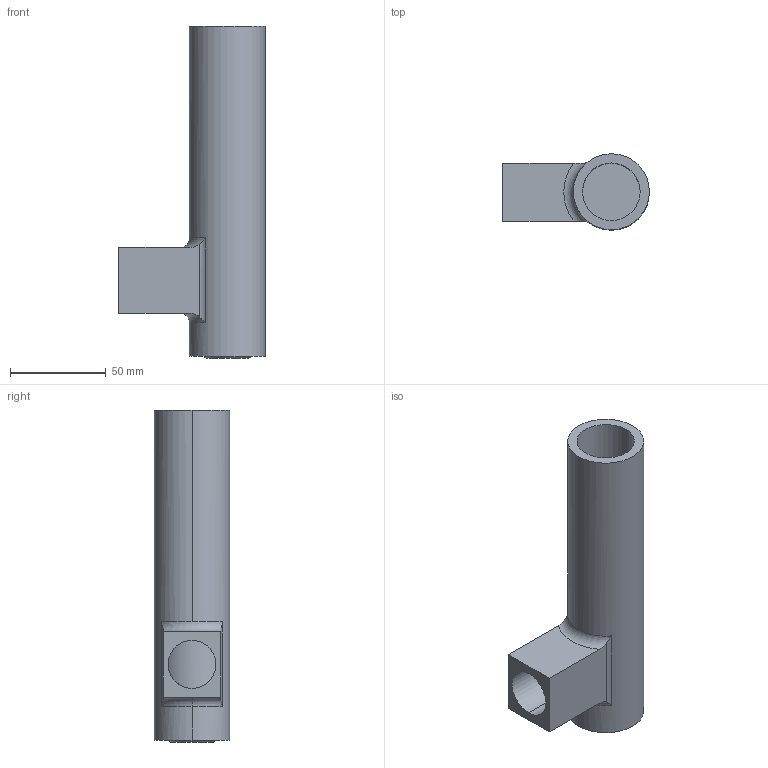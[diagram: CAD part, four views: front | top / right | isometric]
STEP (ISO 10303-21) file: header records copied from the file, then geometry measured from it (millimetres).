
FILE_DESCRIPTION (( 'STEP AP203' ), '1' );
FILE_NAME ('Link 4_Default_sldprt.STEP', '2024-05-31T11:34:56', ( '' ), ( '' ), 'SwSTEP 2.0', 'SolidWorks 2021', '' );
FILE_SCHEMA (( 'CONFIG_CONTROL_DESIGN' ));
Length unit declared in the file: millimetre
Products named in the file (1): Link 4_Default_sldprt
Bounding box: 76.45 x 39.6 x 173 mm (x, y, z)
Volume: 114241.6 mm3; surface area: 48107.4 mm2
Topology: 1 solids, 1 shells, 23 faces, 53 edges, 35 vertices
Faces by surface type: cylinder 9, plane 9, torus 5
Entity records: 890 total; most frequent: CARTESIAN_POINT 282, DIRECTION 115, ORIENTED_EDGE 106, EDGE_CURVE 53, AXIS2_PLACEMENT_3D 48, VERTEX_POINT 35, EDGE_LOOP 26, CIRCLE 24
